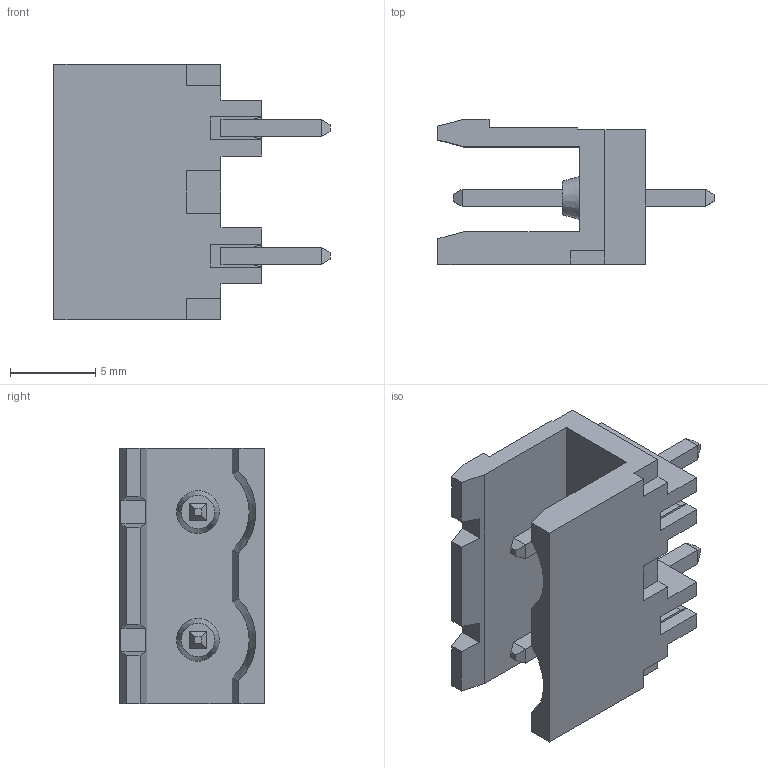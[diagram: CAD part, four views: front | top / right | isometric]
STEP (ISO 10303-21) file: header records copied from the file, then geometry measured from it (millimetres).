
FILE_DESCRIPTION(('STEP AP214'),'1');
FILE_NAME('PV02-7,5-V.stp','2021-01-27T10:28:20',(' '),(' '),'Spatial InterOp 3D',' ',' ');
FILE_SCHEMA(('AUTOMOTIVE_DESIGN { 1 0 10303 214 1 1 1 1 }'));
Length unit declared in the file: metre
Products named in the file (1): 1611742776
Bounding box: 16.2 x 8.5 x 15 mm (x, y, z)
Volume: 609.8 mm3; surface area: 1166.9 mm2
Topology: 1 solids, 1 shells, 163 faces, 427 edges, 276 vertices
Faces by surface type: plane 150, cylinder 8, cone 4, extrusion 1
Entity records: 6211 total; most frequent: CARTESIAN_POINT 891, ORIENTED_EDGE 846, DIRECTION 766, EDGE_CURVE 423, VECTOR 396, LINE 395, VERTEX_POINT 274, AXIS2_PLACEMENT_3D 185
